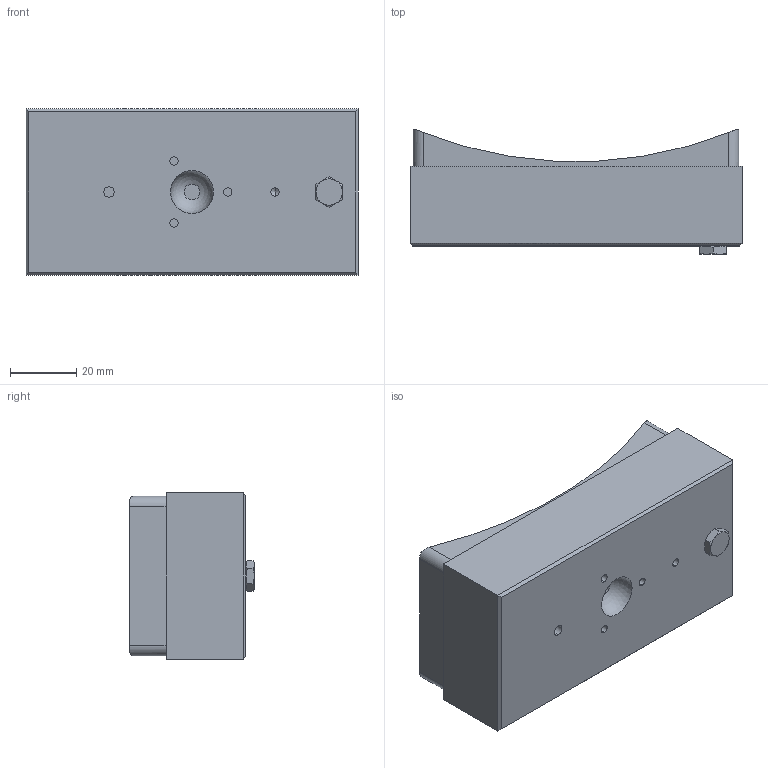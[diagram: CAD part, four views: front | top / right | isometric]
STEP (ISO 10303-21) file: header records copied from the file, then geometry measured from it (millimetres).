
FILE_DESCRIPTION (( 'STEP AP214' ), '1' );
FILE_NAME ('S3250LXXX125.STEP', '2023-01-05T19:09:41', ( '' ), ( '' ), 'SwSTEP 2.0', 'SolidWorks 2020', '' );
FILE_SCHEMA (( 'AUTOMOTIVE_DESIGN' ));
Length unit declared in the file: inch
Products named in the file (6): S90F028_S90F028; S3250LXXX125; 62S48SXX_62S48S23; S90A001; 12S5001_12S5001; S90A002
Assembly tree (3 placements, depth 2):
  S3250LXXX125
    12S5001_12S5001
    62S48SXX_62S48S23
    S90F028_S90F028
  S90A001
  S90A002
Bounding box: 100 x 37.53 x 50.01 mm (x, y, z)
Volume: 135078.8 mm3; surface area: 33949.6 mm2
Topology: 3 solids, 3 shells, 105 faces, 255 edges, 161 vertices
Faces by surface type: plane 56, cylinder 36, cone 10, torus 2, sphere 1
Entity records: 4231 total; most frequent: CARTESIAN_POINT 672, DIRECTION 523, ORIENTED_EDGE 500, EDGE_CURVE 250, AXIS2_PLACEMENT_3D 188, VERTEX_POINT 161, LINE 147, VECTOR 147
